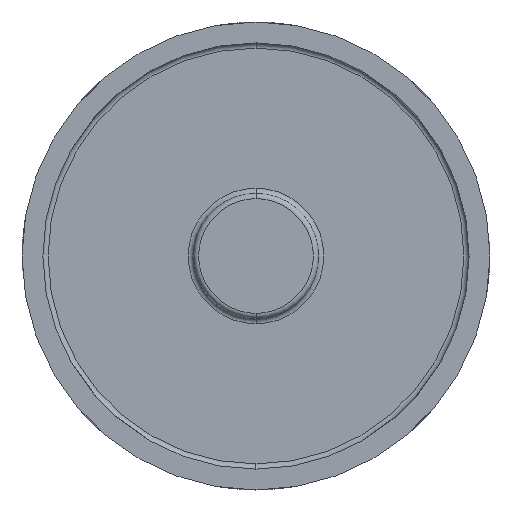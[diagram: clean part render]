
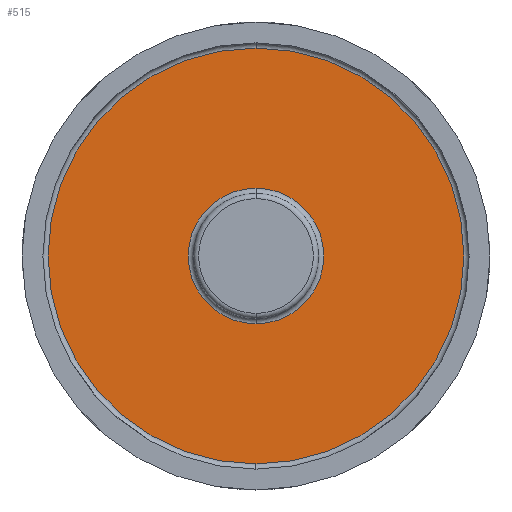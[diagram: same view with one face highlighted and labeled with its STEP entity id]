
A CAD part, left-side view. The second image highlights one B-rep face of the part: STEP entity #515.
In plain terms, the highlighted planar face has unit normal (-1, 0, 0).
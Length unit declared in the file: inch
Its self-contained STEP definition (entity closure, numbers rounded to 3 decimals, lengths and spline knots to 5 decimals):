
#11 = DIRECTION ( 'NONE',  ( 0., 0., 1. ) ) ;
#29 = AXIS2_PLACEMENT_3D ( 'NONE', #1813, #1803, #1174 ) ;
#44 = AXIS2_PLACEMENT_3D ( 'NONE', #735, #1880, #1890 ) ;
#79 = CARTESIAN_POINT ( 'NONE',  ( 0.12153, 0., 0. ) ) ;
#102 = CARTESIAN_POINT ( 'NONE',  ( 0.12153, 0., 0.797 ) ) ;
#116 = EDGE_LOOP ( 'NONE', ( #1804, #1604 ) ) ;
#205 = AXIS2_PLACEMENT_3D ( 'NONE', #79, #1944, #11 ) ;
#294 = DIRECTION ( 'NONE',  ( -1., 0., 0. ) ) ;
#396 = PLANE ( 'NONE',  #44 ) ;
#397 = CARTESIAN_POINT ( 'NONE',  ( 0.12153, 0., 0. ) ) ;
#471 = CIRCLE ( 'NONE', #205, 0.797 ) ;
#515 = ADVANCED_FACE ( 'NONE', ( #911, #554 ), #396, .F. ) ;
#554 = FACE_OUTER_BOUND ( 'NONE', #116, .T. ) ;
#559 = AXIS2_PLACEMENT_3D ( 'NONE', #1608, #931, #795 ) ;
#633 = CIRCLE ( 'NONE', #29, 0.26 ) ;
#646 = DIRECTION ( 'NONE',  ( 0., 0., 1. ) ) ;
#657 = CIRCLE ( 'NONE', #1856, 0.26 ) ;
#666 = CARTESIAN_POINT ( 'NONE',  ( 0.12153, 0., 0.26 ) ) ;
#735 = CARTESIAN_POINT ( 'NONE',  ( 0.12153, 0.797, 0. ) ) ;
#753 = VERTEX_POINT ( 'NONE', #666 ) ;
#795 = DIRECTION ( 'NONE',  ( 0., 0., 1. ) ) ;
#911 = FACE_BOUND ( 'NONE', #1943, .T. ) ;
#931 = DIRECTION ( 'NONE',  ( -1., 0., 0. ) ) ;
#1001 = VERTEX_POINT ( 'NONE', #1098 ) ;
#1029 = EDGE_CURVE ( 'NONE', #1456, #1900, #471, .T. ) ;
#1098 = CARTESIAN_POINT ( 'NONE',  ( 0.12153, 0., -0.26 ) ) ;
#1102 = ORIENTED_EDGE ( 'NONE', *, *, #1780, .F. ) ;
#1174 = DIRECTION ( 'NONE',  ( 0., 0., 1. ) ) ;
#1369 = ORIENTED_EDGE ( 'NONE', *, *, #1632, .F. ) ;
#1456 = VERTEX_POINT ( 'NONE', #1826 ) ;
#1485 = CIRCLE ( 'NONE', #559, 0.797 ) ;
#1604 = ORIENTED_EDGE ( 'NONE', *, *, #1029, .T. ) ;
#1608 = CARTESIAN_POINT ( 'NONE',  ( 0.12153, 0., 0. ) ) ;
#1632 = EDGE_CURVE ( 'NONE', #1001, #753, #657, .T. ) ;
#1665 = EDGE_CURVE ( 'NONE', #1900, #1456, #1485, .T. ) ;
#1780 = EDGE_CURVE ( 'NONE', #753, #1001, #633, .T. ) ;
#1803 = DIRECTION ( 'NONE',  ( -1., 0., 0. ) ) ;
#1804 = ORIENTED_EDGE ( 'NONE', *, *, #1665, .T. ) ;
#1813 = CARTESIAN_POINT ( 'NONE',  ( 0.12153, 0., 0. ) ) ;
#1826 = CARTESIAN_POINT ( 'NONE',  ( 0.12153, 0., -0.797 ) ) ;
#1856 = AXIS2_PLACEMENT_3D ( 'NONE', #397, #294, #646 ) ;
#1880 = DIRECTION ( 'NONE',  ( 1., 0., 0. ) ) ;
#1890 = DIRECTION ( 'NONE',  ( 0., 0., -1. ) ) ;
#1900 = VERTEX_POINT ( 'NONE', #102 ) ;
#1943 = EDGE_LOOP ( 'NONE', ( #1102, #1369 ) ) ;
#1944 = DIRECTION ( 'NONE',  ( -1., 0., 0. ) ) ;
